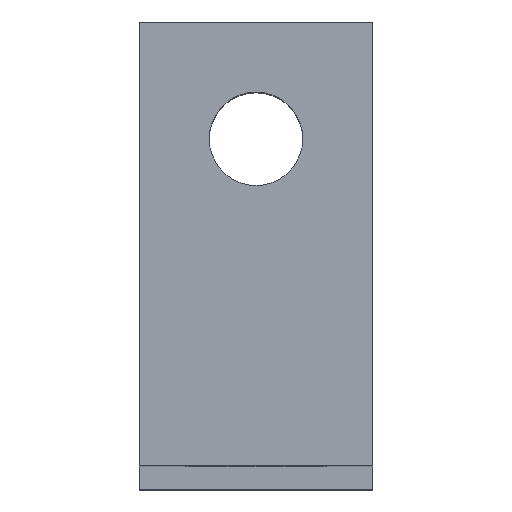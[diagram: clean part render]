
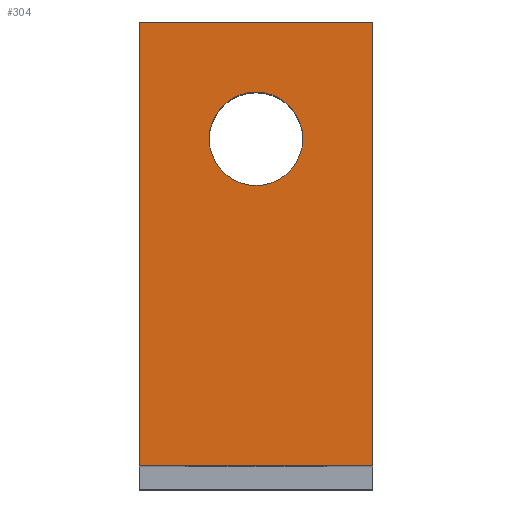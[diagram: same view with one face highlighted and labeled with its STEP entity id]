
A CAD part, top view. The second image highlights one B-rep face of the part: STEP entity #304.
In plain terms, the highlighted planar face has unit normal (0, 0, 1).
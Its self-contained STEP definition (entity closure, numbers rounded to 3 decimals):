
#26 = DIRECTION ( 'NONE',  ( 0., 0., 1. ) ) ;
#27 = CARTESIAN_POINT ( 'NONE',  ( -5., 4., 9. ) ) ;
#30 = FACE_BOUND ( 'NONE', #356, .T. ) ;
#32 = EDGE_CURVE ( 'NONE', #561, #606, #66, .T. ) ;
#47 = VECTOR ( 'NONE', #243, 1000. ) ;
#52 = EDGE_CURVE ( 'NONE', #606, #602, #239, .T. ) ;
#57 = VECTOR ( 'NONE', #315, 1000. ) ;
#61 = EDGE_CURVE ( 'NONE', #522, #544, #262, .T. ) ;
#66 = LINE ( 'NONE', #265, #209 ) ;
#68 = DIRECTION ( 'NONE',  ( 1., 0., 0. ) ) ;
#73 = PLANE ( 'NONE',  #511 ) ;
#77 = CARTESIAN_POINT ( 'NONE',  ( -2., 15., 9. ) ) ;
#92 = ORIENTED_EDGE ( 'NONE', *, *, #204, .F. ) ;
#95 = CARTESIAN_POINT ( 'NONE',  ( 0., 15., 9. ) ) ;
#106 = AXIS2_PLACEMENT_3D ( 'NONE', #95, #477, #562 ) ;
#126 = EDGE_LOOP ( 'NONE', ( #508, #600, #250, #610 ) ) ;
#133 = CARTESIAN_POINT ( 'NONE',  ( 2., 15., 9. ) ) ;
#136 = LINE ( 'NONE', #27, #57 ) ;
#175 = LINE ( 'NONE', #399, #47 ) ;
#201 = AXIS2_PLACEMENT_3D ( 'NONE', #449, #494, #546 ) ;
#204 = EDGE_CURVE ( 'NONE', #544, #522, #565, .T. ) ;
#208 = CARTESIAN_POINT ( 'NONE',  ( -5., 1., 9. ) ) ;
#209 = VECTOR ( 'NONE', #589, 1000. ) ;
#233 = VERTEX_POINT ( 'NONE', #465 ) ;
#239 = LINE ( 'NONE', #474, #360 ) ;
#243 = DIRECTION ( 'NONE',  ( 1., 0., 0. ) ) ;
#250 = ORIENTED_EDGE ( 'NONE', *, *, #32, .F. ) ;
#262 = CIRCLE ( 'NONE', #106, 2. ) ;
#265 = CARTESIAN_POINT ( 'NONE',  ( 5., 4., 9. ) ) ;
#304 = ADVANCED_FACE ( 'NONE', ( #30, #363 ), #73, .T. ) ;
#315 = DIRECTION ( 'NONE',  ( 0., -1., 0. ) ) ;
#343 = EDGE_CURVE ( 'NONE', #233, #561, #175, .T. ) ;
#356 = EDGE_LOOP ( 'NONE', ( #92, #571 ) ) ;
#360 = VECTOR ( 'NONE', #419, 1000. ) ;
#363 = FACE_OUTER_BOUND ( 'NONE', #126, .T. ) ;
#399 = CARTESIAN_POINT ( 'NONE',  ( 5., 20., 9. ) ) ;
#419 = DIRECTION ( 'NONE',  ( -1., 0., 0. ) ) ;
#443 = CARTESIAN_POINT ( 'NONE',  ( 5., 1., 9. ) ) ;
#449 = CARTESIAN_POINT ( 'NONE',  ( 0., 15., 9. ) ) ;
#465 = CARTESIAN_POINT ( 'NONE',  ( -5., 20., 9. ) ) ;
#466 = CARTESIAN_POINT ( 'NONE',  ( 5., 20., 9. ) ) ;
#474 = CARTESIAN_POINT ( 'NONE',  ( -5., 1., 9. ) ) ;
#477 = DIRECTION ( 'NONE',  ( 0., 0., 1. ) ) ;
#494 = DIRECTION ( 'NONE',  ( 0., 0., 1. ) ) ;
#499 = CARTESIAN_POINT ( 'NONE',  ( 0., 4., 9. ) ) ;
#508 = ORIENTED_EDGE ( 'NONE', *, *, #532, .T. ) ;
#511 = AXIS2_PLACEMENT_3D ( 'NONE', #499, #26, #68 ) ;
#522 = VERTEX_POINT ( 'NONE', #77 ) ;
#532 = EDGE_CURVE ( 'NONE', #233, #602, #136, .T. ) ;
#544 = VERTEX_POINT ( 'NONE', #133 ) ;
#546 = DIRECTION ( 'NONE',  ( 1., 0., 0. ) ) ;
#561 = VERTEX_POINT ( 'NONE', #466 ) ;
#562 = DIRECTION ( 'NONE',  ( 1., 0., 0. ) ) ;
#565 = CIRCLE ( 'NONE', #201, 2. ) ;
#571 = ORIENTED_EDGE ( 'NONE', *, *, #61, .F. ) ;
#589 = DIRECTION ( 'NONE',  ( 0., -1., 0. ) ) ;
#600 = ORIENTED_EDGE ( 'NONE', *, *, #52, .F. ) ;
#602 = VERTEX_POINT ( 'NONE', #208 ) ;
#606 = VERTEX_POINT ( 'NONE', #443 ) ;
#610 = ORIENTED_EDGE ( 'NONE', *, *, #343, .F. ) ;
